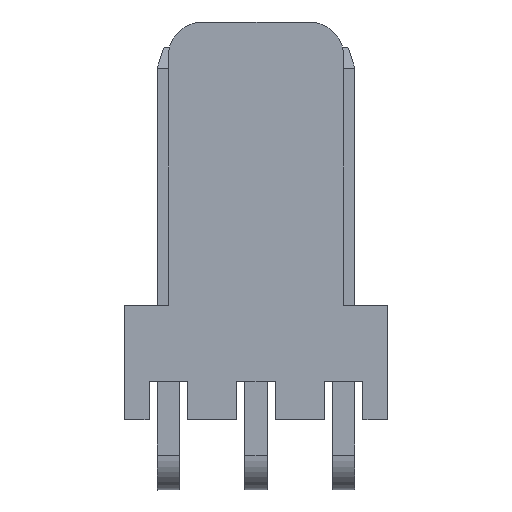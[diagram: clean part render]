
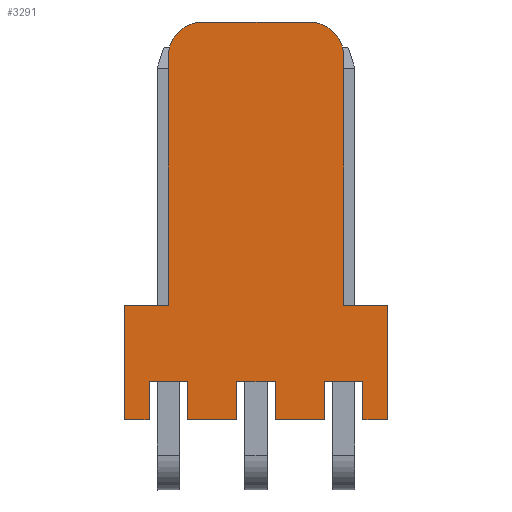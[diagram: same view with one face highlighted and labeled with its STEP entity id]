
A CAD part, top view. The second image highlights one B-rep face of the part: STEP entity #3291.
In plain terms, the highlighted face is planar.
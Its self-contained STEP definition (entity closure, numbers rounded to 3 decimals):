
#57=PLANE('',#3446);
#236=LINE('',#4367,#550);
#237=LINE('',#4370,#551);
#238=LINE('',#4372,#552);
#239=LINE('',#4374,#553);
#240=LINE('',#4376,#554);
#241=LINE('',#4378,#555);
#242=LINE('',#4380,#556);
#243=LINE('',#4382,#557);
#244=LINE('',#4384,#558);
#245=LINE('',#4386,#559);
#246=LINE('',#4388,#560);
#247=LINE('',#4390,#561);
#248=LINE('',#4392,#562);
#249=LINE('',#4394,#563);
#250=LINE('',#4398,#564);
#251=LINE('',#4402,#565);
#252=LINE('',#4404,#566);
#253=LINE('',#4406,#567);
#254=LINE('',#4408,#568);
#255=LINE('',#4410,#569);
#550=VECTOR('',#3738,1000.);
#551=VECTOR('',#3739,1000.);
#552=VECTOR('',#3740,1000.);
#553=VECTOR('',#3741,1000.);
#554=VECTOR('',#3742,1000.);
#555=VECTOR('',#3743,1000.);
#556=VECTOR('',#3744,1000.);
#557=VECTOR('',#3745,1000.);
#558=VECTOR('',#3746,1000.);
#559=VECTOR('',#3747,1000.);
#560=VECTOR('',#3748,1000.);
#561=VECTOR('',#3749,1000.);
#562=VECTOR('',#3750,1000.);
#563=VECTOR('',#3751,1000.);
#564=VECTOR('',#3754,1000.);
#565=VECTOR('',#3757,1000.);
#566=VECTOR('',#3758,1000.);
#567=VECTOR('',#3759,1000.);
#568=VECTOR('',#3760,1000.);
#569=VECTOR('',#3761,1000.);
#960=ORIENTED_EDGE('',*,*,#1536,.T.);
#961=ORIENTED_EDGE('',*,*,#1537,.T.);
#962=ORIENTED_EDGE('',*,*,#1538,.T.);
#963=ORIENTED_EDGE('',*,*,#1539,.T.);
#964=ORIENTED_EDGE('',*,*,#1540,.T.);
#965=ORIENTED_EDGE('',*,*,#1541,.T.);
#966=ORIENTED_EDGE('',*,*,#1542,.T.);
#967=ORIENTED_EDGE('',*,*,#1543,.T.);
#968=ORIENTED_EDGE('',*,*,#1544,.T.);
#969=ORIENTED_EDGE('',*,*,#1545,.T.);
#970=ORIENTED_EDGE('',*,*,#1546,.T.);
#971=ORIENTED_EDGE('',*,*,#1547,.F.);
#972=ORIENTED_EDGE('',*,*,#1548,.T.);
#973=ORIENTED_EDGE('',*,*,#1549,.T.);
#974=ORIENTED_EDGE('',*,*,#1550,.T.);
#975=ORIENTED_EDGE('',*,*,#1551,.F.);
#976=ORIENTED_EDGE('',*,*,#1552,.T.);
#977=ORIENTED_EDGE('',*,*,#1553,.F.);
#978=ORIENTED_EDGE('',*,*,#1554,.T.);
#979=ORIENTED_EDGE('',*,*,#1555,.T.);
#980=ORIENTED_EDGE('',*,*,#1556,.T.);
#981=ORIENTED_EDGE('',*,*,#1557,.T.);
#1536=EDGE_CURVE('',#1830,#1831,#236,.T.);
#1537=EDGE_CURVE('',#1831,#1832,#237,.T.);
#1538=EDGE_CURVE('',#1832,#1833,#238,.T.);
#1539=EDGE_CURVE('',#1833,#1834,#239,.T.);
#1540=EDGE_CURVE('',#1834,#1835,#240,.T.);
#1541=EDGE_CURVE('',#1835,#1836,#241,.T.);
#1542=EDGE_CURVE('',#1836,#1837,#242,.T.);
#1543=EDGE_CURVE('',#1837,#1838,#243,.T.);
#1544=EDGE_CURVE('',#1838,#1839,#244,.T.);
#1545=EDGE_CURVE('',#1839,#1840,#245,.T.);
#1546=EDGE_CURVE('',#1840,#1841,#246,.T.);
#1547=EDGE_CURVE('',#1842,#1841,#247,.T.);
#1548=EDGE_CURVE('',#1842,#1843,#248,.T.);
#1549=EDGE_CURVE('',#1843,#1844,#249,.T.);
#1550=EDGE_CURVE('',#1844,#1845,#1990,.T.);
#1551=EDGE_CURVE('',#1846,#1845,#250,.T.);
#1552=EDGE_CURVE('',#1846,#1847,#1991,.T.);
#1553=EDGE_CURVE('',#1848,#1847,#251,.T.);
#1554=EDGE_CURVE('',#1848,#1849,#252,.T.);
#1555=EDGE_CURVE('',#1849,#1850,#253,.T.);
#1556=EDGE_CURVE('',#1850,#1851,#254,.T.);
#1557=EDGE_CURVE('',#1851,#1830,#255,.T.);
#1830=VERTEX_POINT('',#4368);
#1831=VERTEX_POINT('',#4369);
#1832=VERTEX_POINT('',#4371);
#1833=VERTEX_POINT('',#4373);
#1834=VERTEX_POINT('',#4375);
#1835=VERTEX_POINT('',#4377);
#1836=VERTEX_POINT('',#4379);
#1837=VERTEX_POINT('',#4381);
#1838=VERTEX_POINT('',#4383);
#1839=VERTEX_POINT('',#4385);
#1840=VERTEX_POINT('',#4387);
#1841=VERTEX_POINT('',#4389);
#1842=VERTEX_POINT('',#4391);
#1843=VERTEX_POINT('',#4393);
#1844=VERTEX_POINT('',#4395);
#1845=VERTEX_POINT('',#4397);
#1846=VERTEX_POINT('',#4399);
#1847=VERTEX_POINT('',#4401);
#1848=VERTEX_POINT('',#4403);
#1849=VERTEX_POINT('',#4405);
#1850=VERTEX_POINT('',#4407);
#1851=VERTEX_POINT('',#4409);
#1990=CIRCLE('',#3447,1.);
#1991=CIRCLE('',#3448,1.);
#2033=EDGE_LOOP('',(#960,#961,#962,#963,#964,#965,#966,#967,#968,#969,#970,
#971,#972,#973,#974,#975,#976,#977,#978,#979,#980,#981));
#2181=FACE_BOUND('',#2033,.T.);
#3291=ADVANCED_FACE('',(#2181),#57,.T.);
#3446=AXIS2_PLACEMENT_3D('',#4366,#3736,#3737);
#3447=AXIS2_PLACEMENT_3D('',#4396,#3752,#3753);
#3448=AXIS2_PLACEMENT_3D('',#4400,#3755,#3756);
#3736=DIRECTION('',(0.,1.,0.));
#3737=DIRECTION('',(0.,0.,1.));
#3738=DIRECTION('',(-1.,0.,0.));
#3739=DIRECTION('',(0.,0.,-1.));
#3740=DIRECTION('',(-1.,0.,0.));
#3741=DIRECTION('',(0.,0.,1.));
#3742=DIRECTION('',(-1.,0.,0.));
#3743=DIRECTION('',(0.,0.,-1.));
#3744=DIRECTION('',(-1.,0.,0.));
#3745=DIRECTION('',(0.,0.,1.));
#3746=DIRECTION('',(-1.,0.,0.));
#3747=DIRECTION('',(0.,0.,-1.));
#3748=DIRECTION('',(-1.,0.,0.));
#3749=DIRECTION('',(0.,0.,-1.));
#3750=DIRECTION('',(1.,0.,0.));
#3751=DIRECTION('',(0.,0.,1.));
#3752=DIRECTION('',(0.,1.,0.));
#3753=DIRECTION('',(0.,0.,1.));
#3754=DIRECTION('',(-1.,0.,0.));
#3755=DIRECTION('',(0.,1.,0.));
#3756=DIRECTION('',(0.,0.,1.));
#3757=DIRECTION('',(0.,0.,1.));
#3758=DIRECTION('',(1.,0.,0.));
#3759=DIRECTION('',(0.,0.,-1.));
#3760=DIRECTION('',(-1.,0.,0.));
#3761=DIRECTION('',(0.,0.,1.));
#4366=CARTESIAN_POINT('',(3.81,2.9,5.75));
#4367=CARTESIAN_POINT('',(3.81,2.9,-4.65));
#4368=CARTESIAN_POINT('',(3.09,2.9,-4.65));
#4369=CARTESIAN_POINT('',(1.99,2.9,-4.65));
#4370=CARTESIAN_POINT('',(1.99,2.9,5.75));
#4371=CARTESIAN_POINT('',(1.99,2.9,-5.75));
#4372=CARTESIAN_POINT('',(3.81,2.9,-5.75));
#4373=CARTESIAN_POINT('',(0.55,2.9,-5.75));
#4374=CARTESIAN_POINT('',(0.55,2.9,5.75));
#4375=CARTESIAN_POINT('',(0.55,2.9,-4.65));
#4376=CARTESIAN_POINT('',(3.81,2.9,-4.65));
#4377=CARTESIAN_POINT('',(-0.55,2.9,-4.65));
#4378=CARTESIAN_POINT('',(-0.55,2.9,5.75));
#4379=CARTESIAN_POINT('',(-0.55,2.9,-5.75));
#4380=CARTESIAN_POINT('',(3.81,2.9,-5.75));
#4381=CARTESIAN_POINT('',(-1.99,2.9,-5.75));
#4382=CARTESIAN_POINT('',(-1.99,2.9,5.75));
#4383=CARTESIAN_POINT('',(-1.99,2.9,-4.65));
#4384=CARTESIAN_POINT('',(3.81,2.9,-4.65));
#4385=CARTESIAN_POINT('',(-3.09,2.9,-4.65));
#4386=CARTESIAN_POINT('',(-3.09,2.9,5.75));
#4387=CARTESIAN_POINT('',(-3.09,2.9,-5.75));
#4388=CARTESIAN_POINT('',(3.81,2.9,-5.75));
#4389=CARTESIAN_POINT('',(-3.81,2.9,-5.75));
#4390=CARTESIAN_POINT('',(-3.81,2.9,5.75));
#4391=CARTESIAN_POINT('',(-3.81,2.9,-2.45));
#4392=CARTESIAN_POINT('',(-3.81,2.9,-2.45));
#4393=CARTESIAN_POINT('',(-2.54,2.9,-2.45));
#4394=CARTESIAN_POINT('',(-2.54,2.9,-2.45));
#4395=CARTESIAN_POINT('',(-2.54,2.9,4.75));
#4396=CARTESIAN_POINT('',(-1.54,2.9,4.75));
#4397=CARTESIAN_POINT('',(-1.54,2.9,5.75));
#4398=CARTESIAN_POINT('',(3.81,2.9,5.75));
#4399=CARTESIAN_POINT('',(1.54,2.9,5.75));
#4400=CARTESIAN_POINT('',(1.54,2.9,4.75));
#4401=CARTESIAN_POINT('',(2.54,2.9,4.75));
#4402=CARTESIAN_POINT('',(2.54,2.9,-2.45));
#4403=CARTESIAN_POINT('',(2.54,2.9,-2.45));
#4404=CARTESIAN_POINT('',(2.54,2.9,-2.45));
#4405=CARTESIAN_POINT('',(3.81,2.9,-2.45));
#4406=CARTESIAN_POINT('',(3.81,2.9,5.75));
#4407=CARTESIAN_POINT('',(3.81,2.9,-5.75));
#4408=CARTESIAN_POINT('',(3.81,2.9,-5.75));
#4409=CARTESIAN_POINT('',(3.09,2.9,-5.75));
#4410=CARTESIAN_POINT('',(3.09,2.9,5.75));
